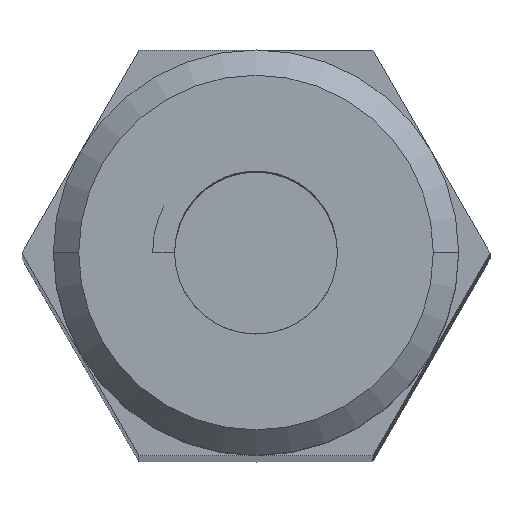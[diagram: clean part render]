
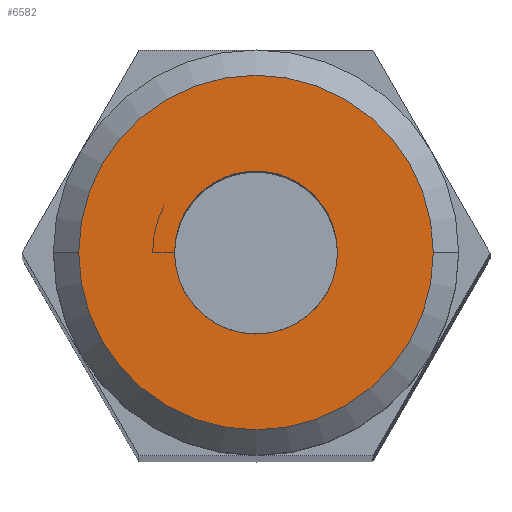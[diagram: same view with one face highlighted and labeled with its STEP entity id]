
A CAD part, top view. The second image highlights one B-rep face of the part: STEP entity #6582.
In plain terms, the highlighted planar face has unit normal (0, 0, 1).
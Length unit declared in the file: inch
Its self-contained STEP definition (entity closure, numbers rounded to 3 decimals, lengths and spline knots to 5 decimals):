
#92 = DIRECTION ( 'NONE',  ( 1., 0., 0. ) ) ;
#517 = CARTESIAN_POINT ( 'NONE',  ( -0.21875, 0., 2.42631 ) ) ;
#1010 = AXIS2_PLACEMENT_3D ( 'NONE', #5056, #7439, #1337 ) ;
#1022 = CIRCLE ( 'NONE', #3435, 0.21875 ) ;
#1165 = EDGE_CURVE ( 'NONE', #6187, #7349, #6430, .T. ) ;
#1181 = CARTESIAN_POINT ( 'NONE',  ( 0.1005, 0., 2.42631 ) ) ;
#1233 = DIRECTION ( 'NONE',  ( 0., 0., 1. ) ) ;
#1337 = DIRECTION ( 'NONE',  ( 1., 0., 0. ) ) ;
#1852 = DIRECTION ( 'NONE',  ( 1., 0., 0. ) ) ;
#1932 = DIRECTION ( 'NONE',  ( 0., 0., 1. ) ) ;
#1994 = ORIENTED_EDGE ( 'NONE', *, *, #4064, .F. ) ;
#2076 = VERTEX_POINT ( 'NONE', #517 ) ;
#2264 = DIRECTION ( 'NONE',  ( 1., 0., 0. ) ) ;
#2698 = DIRECTION ( 'NONE',  ( 1., 0., 0. ) ) ;
#3029 = AXIS2_PLACEMENT_3D ( 'NONE', #4769, #1233, #1852 ) ;
#3060 = AXIS2_PLACEMENT_3D ( 'NONE', #5424, #1932, #92 ) ;
#3267 = FACE_OUTER_BOUND ( 'NONE', #4606, .T. ) ;
#3340 = ORIENTED_EDGE ( 'NONE', *, *, #1165, .F. ) ;
#3435 = AXIS2_PLACEMENT_3D ( 'NONE', #4437, #6229, #2698 ) ;
#3862 = EDGE_CURVE ( 'NONE', #2076, #3955, #4398, .T. ) ;
#3955 = VERTEX_POINT ( 'NONE', #7283 ) ;
#4064 = EDGE_CURVE ( 'NONE', #7349, #6187, #7415, .T. ) ;
#4087 = DIRECTION ( 'NONE',  ( 0., 0., 1. ) ) ;
#4398 = CIRCLE ( 'NONE', #3029, 0.21875 ) ;
#4407 = AXIS2_PLACEMENT_3D ( 'NONE', #6464, #4087, #2264 ) ;
#4437 = CARTESIAN_POINT ( 'NONE',  ( 0., 0., 2.42631 ) ) ;
#4466 = PLANE ( 'NONE',  #4407 ) ;
#4606 = EDGE_LOOP ( 'NONE', ( #5415, #5434 ) ) ;
#4769 = CARTESIAN_POINT ( 'NONE',  ( 0., 0., 2.42631 ) ) ;
#4838 = EDGE_LOOP ( 'NONE', ( #1994, #3340 ) ) ;
#5056 = CARTESIAN_POINT ( 'NONE',  ( 0., 0., 2.42631 ) ) ;
#5415 = ORIENTED_EDGE ( 'NONE', *, *, #3862, .T. ) ;
#5424 = CARTESIAN_POINT ( 'NONE',  ( 0., 0., 2.42631 ) ) ;
#5434 = ORIENTED_EDGE ( 'NONE', *, *, #5869, .T. ) ;
#5680 = CARTESIAN_POINT ( 'NONE',  ( -0.1005, 0., 2.42631 ) ) ;
#5869 = EDGE_CURVE ( 'NONE', #3955, #2076, #1022, .T. ) ;
#6187 = VERTEX_POINT ( 'NONE', #1181 ) ;
#6229 = DIRECTION ( 'NONE',  ( 0., 0., 1. ) ) ;
#6430 = CIRCLE ( 'NONE', #3060, 0.1005 ) ;
#6464 = CARTESIAN_POINT ( 'NONE',  ( 0., 0., 2.42631 ) ) ;
#6582 = ADVANCED_FACE ( 'NONE', ( #6858, #3267 ), #4466, .T. ) ;
#6858 = FACE_BOUND ( 'NONE', #4838, .T. ) ;
#7283 = CARTESIAN_POINT ( 'NONE',  ( 0.21875, 0., 2.42631 ) ) ;
#7349 = VERTEX_POINT ( 'NONE', #5680 ) ;
#7415 = CIRCLE ( 'NONE', #1010, 0.1005 ) ;
#7439 = DIRECTION ( 'NONE',  ( 0., 0., 1. ) ) ;
